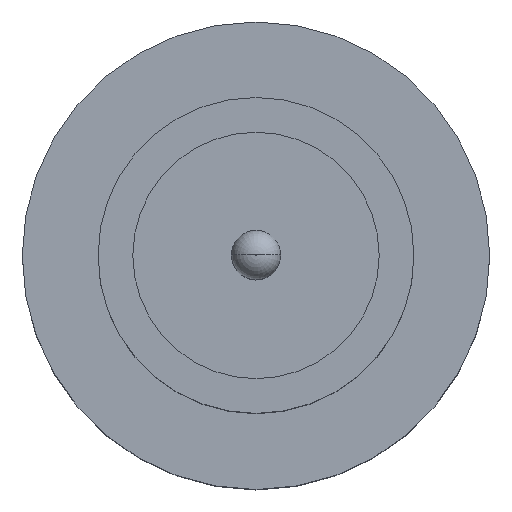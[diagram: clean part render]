
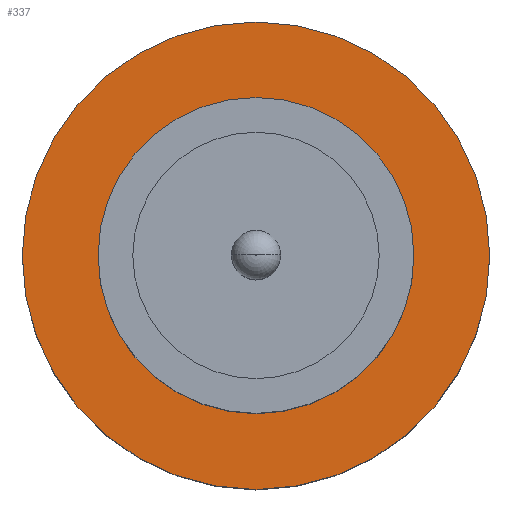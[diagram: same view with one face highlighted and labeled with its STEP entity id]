
A CAD part, top view. The second image highlights one B-rep face of the part: STEP entity #337.
In plain terms, the highlighted planar face has unit normal (0, 0, 1).
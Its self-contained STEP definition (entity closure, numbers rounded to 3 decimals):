
#23 = CARTESIAN_POINT ( 'NONE',  ( 0., 0., 1.55 ) ) ;
#25 = EDGE_CURVE ( 'NONE', #534, #354, #539, .T. ) ;
#91 = CARTESIAN_POINT ( 'NONE',  ( 0., 0., 1.55 ) ) ;
#100 = CARTESIAN_POINT ( 'NONE',  ( 0., 0., 1.55 ) ) ;
#155 = ORIENTED_EDGE ( 'NONE', *, *, #25, .T. ) ;
#162 = DIRECTION ( 'NONE',  ( 0., 0., 1. ) ) ;
#174 = DIRECTION ( 'NONE',  ( 0., 0., 1. ) ) ;
#176 = DIRECTION ( 'NONE',  ( 1., 0., 0. ) ) ;
#229 = CIRCLE ( 'NONE', #599, 1.25 ) ;
#236 = DIRECTION ( 'NONE',  ( 1., 0., 0. ) ) ;
#266 = EDGE_CURVE ( 'NONE', #354, #534, #410, .T. ) ;
#298 = PLANE ( 'NONE',  #327 ) ;
#306 = AXIS2_PLACEMENT_3D ( 'NONE', #23, #162, #672 ) ;
#312 = EDGE_LOOP ( 'NONE', ( #489, #383 ) ) ;
#322 = CARTESIAN_POINT ( 'NONE',  ( 1.25, 0., 1.55 ) ) ;
#325 = EDGE_LOOP ( 'NONE', ( #155, #421 ) ) ;
#327 = AXIS2_PLACEMENT_3D ( 'NONE', #796, #174, #176 ) ;
#337 = ADVANCED_FACE ( 'NONE', ( #359, #721 ), #298, .T. ) ;
#346 = CARTESIAN_POINT ( 'NONE',  ( -1.85, 0., 1.55 ) ) ;
#353 = AXIS2_PLACEMENT_3D ( 'NONE', #426, #414, #236 ) ;
#354 = VERTEX_POINT ( 'NONE', #709 ) ;
#359 = FACE_BOUND ( 'NONE', #312, .T. ) ;
#383 = ORIENTED_EDGE ( 'NONE', *, *, #512, .F. ) ;
#396 = VERTEX_POINT ( 'NONE', #322 ) ;
#410 = CIRCLE ( 'NONE', #353, 1.85 ) ;
#414 = DIRECTION ( 'NONE',  ( 0., 0., 1. ) ) ;
#421 = ORIENTED_EDGE ( 'NONE', *, *, #266, .T. ) ;
#426 = CARTESIAN_POINT ( 'NONE',  ( 0., 0., 1.55 ) ) ;
#435 = AXIS2_PLACEMENT_3D ( 'NONE', #91, #727, #600 ) ;
#473 = CARTESIAN_POINT ( 'NONE',  ( -1.25, 0., 1.55 ) ) ;
#485 = EDGE_CURVE ( 'NONE', #396, #597, #229, .T. ) ;
#489 = ORIENTED_EDGE ( 'NONE', *, *, #485, .F. ) ;
#512 = EDGE_CURVE ( 'NONE', #597, #396, #797, .T. ) ;
#534 = VERTEX_POINT ( 'NONE', #346 ) ;
#539 = CIRCLE ( 'NONE', #306, 1.85 ) ;
#597 = VERTEX_POINT ( 'NONE', #473 ) ;
#599 = AXIS2_PLACEMENT_3D ( 'NONE', #100, #729, #779 ) ;
#600 = DIRECTION ( 'NONE',  ( 1., 0., 0. ) ) ;
#672 = DIRECTION ( 'NONE',  ( 1., 0., 0. ) ) ;
#709 = CARTESIAN_POINT ( 'NONE',  ( 1.85, 0., 1.55 ) ) ;
#721 = FACE_OUTER_BOUND ( 'NONE', #325, .T. ) ;
#727 = DIRECTION ( 'NONE',  ( 0., 0., 1. ) ) ;
#729 = DIRECTION ( 'NONE',  ( 0., 0., 1. ) ) ;
#779 = DIRECTION ( 'NONE',  ( 1., 0., 0. ) ) ;
#796 = CARTESIAN_POINT ( 'NONE',  ( 0., 0., 1.55 ) ) ;
#797 = CIRCLE ( 'NONE', #435, 1.25 ) ;
